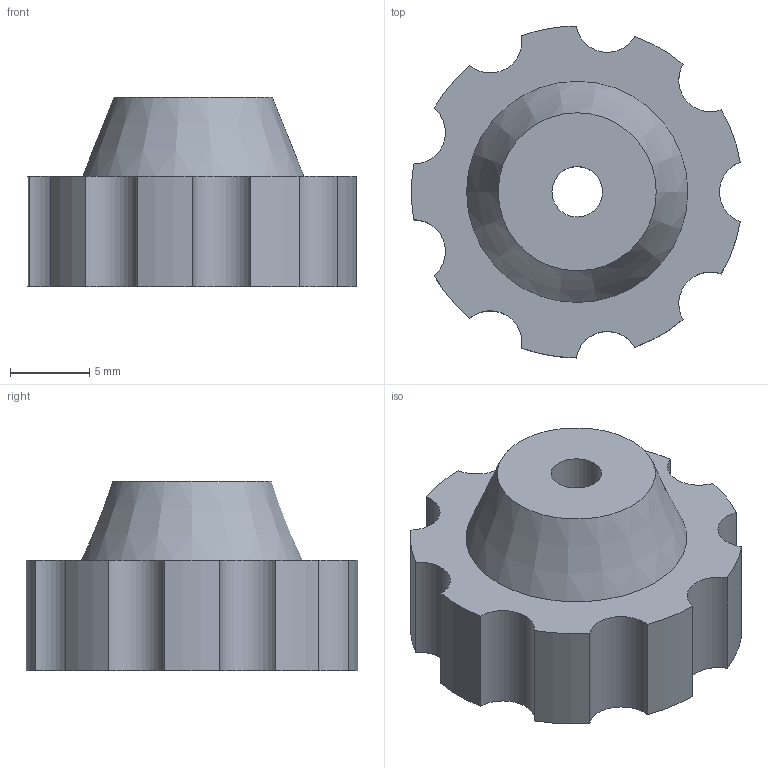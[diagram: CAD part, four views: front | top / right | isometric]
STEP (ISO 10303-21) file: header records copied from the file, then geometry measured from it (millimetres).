
FILE_DESCRIPTION(('FreeCAD Model'),'2;1');
FILE_NAME( 'spool-clamp-knob-x2.step', '2019-07-30T17:06:42',('Author'),(''), 'Open CASCADE STEP processor 6.8','FreeCAD','Unknown');
FILE_SCHEMA(('AUTOMOTIVE_DESIGN_CC2 { 1 2 10303 214 -1 1 5 4 }'));
Length unit declared in the file: millimetre
Products named in the file (2): ASSEMBLY; spool-clamp-knob-x2
Assembly tree (1 placements, depth 2):
  ASSEMBLY
    spool-clamp-knob-x2
Bounding box: 20.81 x 21 x 12 mm (x, y, z)
Volume: 2585.9 mm3; surface area: 1411.7 mm2
Topology: 1 solids, 1 shells, 30 faces, 78 edges, 52 vertices
Faces by surface type: cylinder 19, plane 10, cone 1
Full cylindrical faces by diameter (mm): 3.2 x1
Entity records: 1954 total; most frequent: CARTESIAN_POINT 372, DIRECTION 289, ORIENTED_EDGE 156, PCURVE 156, DEFINITIONAL_REPRESENTATION 156, LINE 106, VECTOR 106, CIRCLE 79
